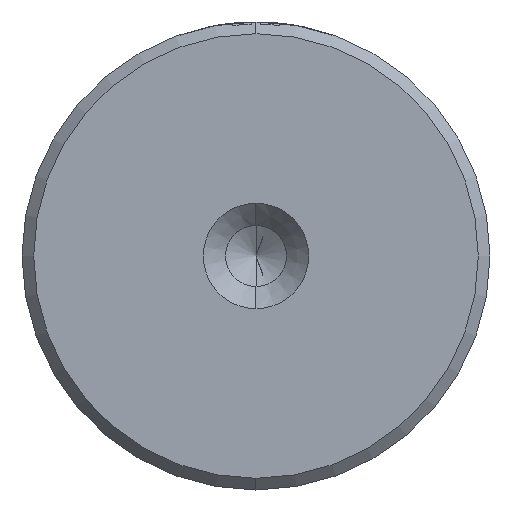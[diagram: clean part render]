
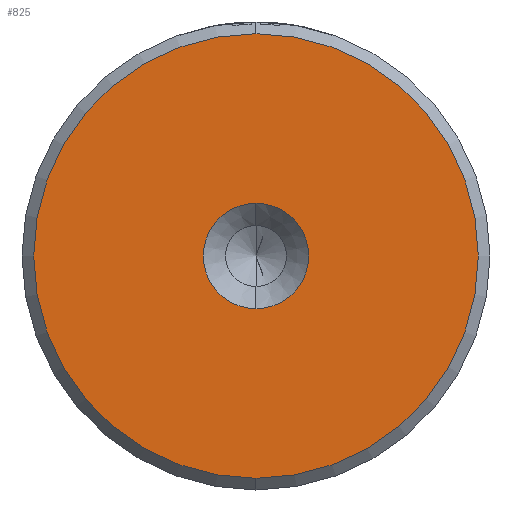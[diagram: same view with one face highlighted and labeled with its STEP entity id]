
A CAD part, left-side view. The second image highlights one B-rep face of the part: STEP entity #825.
In plain terms, the highlighted planar face has unit normal (-1, 0, 0).
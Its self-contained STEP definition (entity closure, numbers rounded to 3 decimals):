
#64 = CIRCLE ( 'NONE', #2116, 9.5 ) ;
#106 = AXIS2_PLACEMENT_3D ( 'NONE', #1344, #225, #1522 ) ;
#225 = DIRECTION ( 'NONE',  ( -1., 0., 0. ) ) ;
#233 = EDGE_CURVE ( 'NONE', #1403, #1541, #2351, .T. ) ;
#311 = VERTEX_POINT ( 'NONE', #626 ) ;
#367 = CIRCLE ( 'NONE', #634, 9.5 ) ;
#376 = AXIS2_PLACEMENT_3D ( 'NONE', #498, #2341, #2195 ) ;
#464 = ORIENTED_EDGE ( 'NONE', *, *, #2143, .F. ) ;
#498 = CARTESIAN_POINT ( 'NONE',  ( 0., 0., 0. ) ) ;
#598 = CARTESIAN_POINT ( 'NONE',  ( 0., 0., 2.25 ) ) ;
#626 = CARTESIAN_POINT ( 'NONE',  ( 0., 0., -9.5 ) ) ;
#634 = AXIS2_PLACEMENT_3D ( 'NONE', #2178, #2158, #2006 ) ;
#643 = DIRECTION ( 'NONE',  ( -1., 0., 0. ) ) ;
#686 = CIRCLE ( 'NONE', #106, 2.25 ) ;
#732 = ORIENTED_EDGE ( 'NONE', *, *, #858, .T. ) ;
#825 = ADVANCED_FACE ( 'NONE', ( #1847, #938 ), #1612, .T. ) ;
#846 = CARTESIAN_POINT ( 'NONE',  ( 0., 0., 9.5 ) ) ;
#858 = EDGE_CURVE ( 'NONE', #2320, #311, #367, .T. ) ;
#938 = FACE_BOUND ( 'NONE', #948, .T. ) ;
#948 = EDGE_LOOP ( 'NONE', ( #1399, #464 ) ) ;
#1006 = EDGE_LOOP ( 'NONE', ( #2347, #732 ) ) ;
#1034 = EDGE_CURVE ( 'NONE', #311, #2320, #64, .T. ) ;
#1099 = DIRECTION ( 'NONE',  ( 0., 0., 1. ) ) ;
#1104 = DIRECTION ( 'NONE',  ( -1., 0., 0. ) ) ;
#1112 = CARTESIAN_POINT ( 'NONE',  ( 0., 0., 0. ) ) ;
#1148 = CARTESIAN_POINT ( 'NONE',  ( 0., 0., -2.25 ) ) ;
#1316 = AXIS2_PLACEMENT_3D ( 'NONE', #1112, #1104, #1099 ) ;
#1344 = CARTESIAN_POINT ( 'NONE',  ( 0., 0., 0. ) ) ;
#1399 = ORIENTED_EDGE ( 'NONE', *, *, #233, .F. ) ;
#1403 = VERTEX_POINT ( 'NONE', #598 ) ;
#1522 = DIRECTION ( 'NONE',  ( 0., 0., 1. ) ) ;
#1541 = VERTEX_POINT ( 'NONE', #1148 ) ;
#1612 = PLANE ( 'NONE',  #376 ) ;
#1746 = CARTESIAN_POINT ( 'NONE',  ( 0., 0., 0. ) ) ;
#1847 = FACE_OUTER_BOUND ( 'NONE', #1006, .T. ) ;
#1934 = DIRECTION ( 'NONE',  ( 0., 0., 1. ) ) ;
#2006 = DIRECTION ( 'NONE',  ( 0., 0., 1. ) ) ;
#2116 = AXIS2_PLACEMENT_3D ( 'NONE', #1746, #643, #1934 ) ;
#2143 = EDGE_CURVE ( 'NONE', #1541, #1403, #686, .T. ) ;
#2158 = DIRECTION ( 'NONE',  ( -1., 0., 0. ) ) ;
#2178 = CARTESIAN_POINT ( 'NONE',  ( 0., 0., 0. ) ) ;
#2195 = DIRECTION ( 'NONE',  ( 0., 0., 1. ) ) ;
#2320 = VERTEX_POINT ( 'NONE', #846 ) ;
#2341 = DIRECTION ( 'NONE',  ( -1., 0., 0. ) ) ;
#2347 = ORIENTED_EDGE ( 'NONE', *, *, #1034, .T. ) ;
#2351 = CIRCLE ( 'NONE', #1316, 2.25 ) ;
